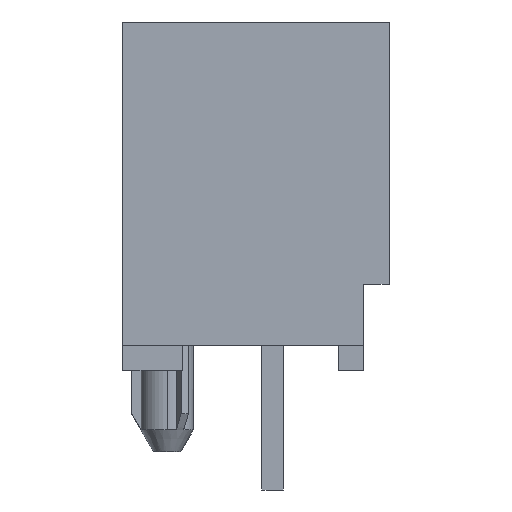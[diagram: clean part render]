
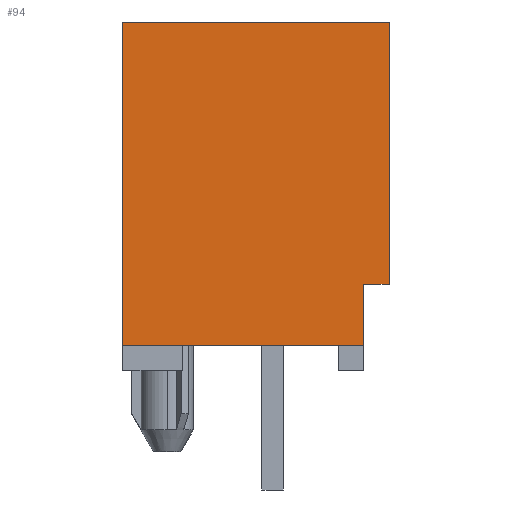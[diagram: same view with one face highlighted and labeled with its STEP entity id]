
A CAD part, left-side view. The second image highlights one B-rep face of the part: STEP entity #94.
In plain terms, the highlighted planar face has unit normal (-1, 0, 0).
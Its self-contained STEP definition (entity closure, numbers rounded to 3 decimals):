
#94=ADVANCED_FACE('',(#276),#277,.T.);
#276=FACE_OUTER_BOUND('',#533,.T.);
#277=PLANE('',#534);
#533=EDGE_LOOP('',(#1162,#1163,#1164,#1165,#1166,#1167));
#534=AXIS2_PLACEMENT_3D('',#1168,#1169,#1170);
#1162=ORIENTED_EDGE('',*,*,#1935,.F.);
#1163=ORIENTED_EDGE('',*,*,#1933,.T.);
#1164=ORIENTED_EDGE('',*,*,#1936,.T.);
#1165=ORIENTED_EDGE('',*,*,#1821,.F.);
#1166=ORIENTED_EDGE('',*,*,#1740,.F.);
#1167=ORIENTED_EDGE('',*,*,#1804,.T.);
#1168=CARTESIAN_POINT('',(-4.877,3.975,0.0));
#1169=DIRECTION('',(-1.0,0.0,0.0));
#1170=DIRECTION('',(0.0,0.0,1.0));
#1740=EDGE_CURVE('',#2087,#2089,#2090,.T.);
#1804=EDGE_CURVE('',#2087,#2209,#2211,.T.);
#1821=EDGE_CURVE('',#2089,#2236,#2237,.T.);
#1933=EDGE_CURVE('',#2426,#2424,#2427,.T.);
#1935=EDGE_CURVE('',#2426,#2209,#2429,.T.);
#1936=EDGE_CURVE('',#2424,#2236,#2430,.T.);
#2087=VERTEX_POINT('',#2652);
#2089=VERTEX_POINT('',#2655);
#2090=LINE('',#2656,#2657);
#2209=VERTEX_POINT('',#2832);
#2211=LINE('',#2835,#2836);
#2236=VERTEX_POINT('',#2877);
#2237=LINE('',#2878,#2879);
#2424=VERTEX_POINT('',#3168);
#2426=VERTEX_POINT('',#3171);
#2427=LINE('',#3172,#3173);
#2429=LINE('',#3176,#3177);
#2430=LINE('',#3178,#3179);
#2652=CARTESIAN_POINT('',(-4.877,-3.213,-9.652));
#2655=CARTESIAN_POINT('',(-4.877,3.975,-9.652));
#2656=CARTESIAN_POINT('',(-4.877,-3.213,-9.652));
#2657=VECTOR('',#3522,7.188);
#2832=CARTESIAN_POINT('',(-4.877,-3.213,-7.823));
#2835=CARTESIAN_POINT('',(-4.877,-3.213,-9.652));
#2836=VECTOR('',#3598,1.829);
#2877=CARTESIAN_POINT('',(-4.877,3.975,0.0));
#2878=CARTESIAN_POINT('',(-4.877,3.975,-9.652));
#2879=VECTOR('',#3615,9.652);
#3168=CARTESIAN_POINT('',(-4.877,-3.975,0.0));
#3171=CARTESIAN_POINT('',(-4.877,-3.975,-7.823));
#3172=CARTESIAN_POINT('',(-4.877,-3.975,-7.823));
#3173=VECTOR('',#3743,7.823);
#3176=CARTESIAN_POINT('',(-4.877,-3.975,-7.823));
#3177=VECTOR('',#3745,0.762);
#3178=CARTESIAN_POINT('',(-4.877,-3.975,0.0));
#3179=VECTOR('',#3746,7.95);
#3522=DIRECTION('',(0.0,1.0,0.0));
#3598=DIRECTION('',(0.0,0.0,1.0));
#3615=DIRECTION('',(0.0,0.0,1.0));
#3743=DIRECTION('',(0.0,0.0,1.0));
#3745=DIRECTION('',(0.0,1.0,0.0));
#3746=DIRECTION('',(0.0,1.0,0.0));
